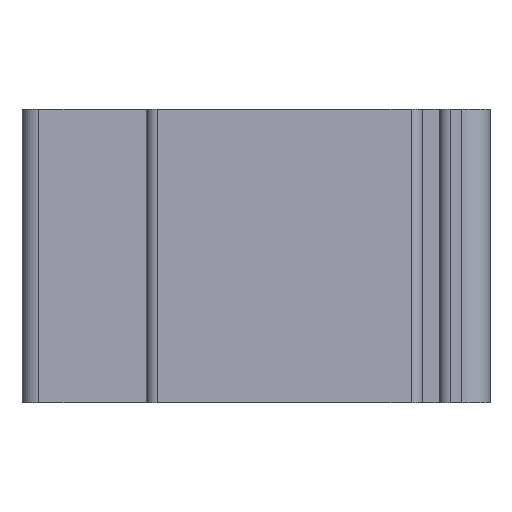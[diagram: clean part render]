
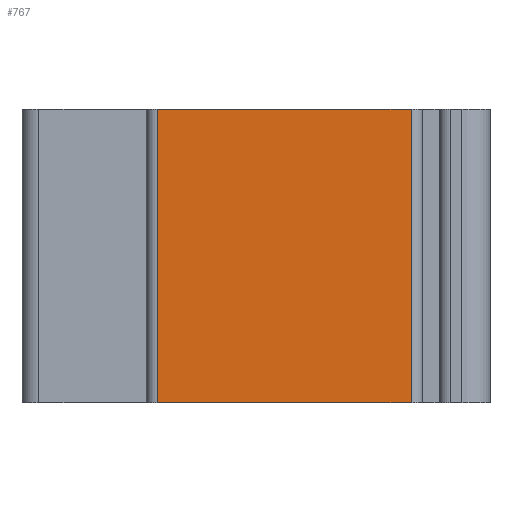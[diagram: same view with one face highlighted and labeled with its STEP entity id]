
A CAD part, left-side view. The second image highlights one B-rep face of the part: STEP entity #767.
In plain terms, the highlighted planar face has unit normal (-1, 0, 0).
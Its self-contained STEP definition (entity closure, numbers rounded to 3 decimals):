
#155=ORIENTED_EDGE('',*,*,#329,.T.);
#156=ORIENTED_EDGE('',*,*,#373,.T.);
#157=ORIENTED_EDGE('',*,*,#342,.F.);
#158=ORIENTED_EDGE('',*,*,#374,.T.);
#329=EDGE_CURVE('',#441,#440,#507,.T.);
#342=EDGE_CURVE('',#451,#452,#517,.T.);
#373=EDGE_CURVE('',#440,#452,#537,.F.);
#374=EDGE_CURVE('',#451,#441,#538,.T.);
#440=VERTEX_POINT('',#1187);
#441=VERTEX_POINT('',#1189);
#451=VERTEX_POINT('',#1213);
#452=VERTEX_POINT('',#1215);
#507=LINE('',#1188,#595);
#517=LINE('',#1214,#605);
#537=LINE('',#1272,#625);
#538=LINE('',#1273,#626);
#595=VECTOR('',#943,1000.);
#605=VECTOR('',#963,1000.);
#625=VECTOR('',#1009,1000.);
#626=VECTOR('',#1010,1000.);
#660=EDGE_LOOP('',(#155,#156,#157,#158));
#700=FACE_BOUND('',#660,.T.);
#740=PLANE('',#846);
#767=ADVANCED_FACE('',(#700),#740,.T.);
#846=AXIS2_PLACEMENT_3D('',#1271,#1007,#1008);
#943=DIRECTION('',(0.,-1.,0.));
#963=DIRECTION('',(0.,-1.,0.));
#1007=DIRECTION('',(-1.,0.,0.));
#1008=DIRECTION('',(0.,0.,1.));
#1009=DIRECTION('',(0.,0.,-1.));
#1010=DIRECTION('',(0.,0.,-1.));
#1187=CARTESIAN_POINT('',(-26.,-14.5,-26.));
#1188=CARTESIAN_POINT('',(-26.,21.5,-26.));
#1189=CARTESIAN_POINT('',(-26.,8.,-26.));
#1213=CARTESIAN_POINT('',(-26.,8.,0.));
#1214=CARTESIAN_POINT('',(-26.,21.5,0.));
#1215=CARTESIAN_POINT('',(-26.,-14.5,0.));
#1271=CARTESIAN_POINT('',(-26.,21.5,-26.));
#1272=CARTESIAN_POINT('',(-26.,-14.5,0.));
#1273=CARTESIAN_POINT('',(-26.,8.,-26.));
